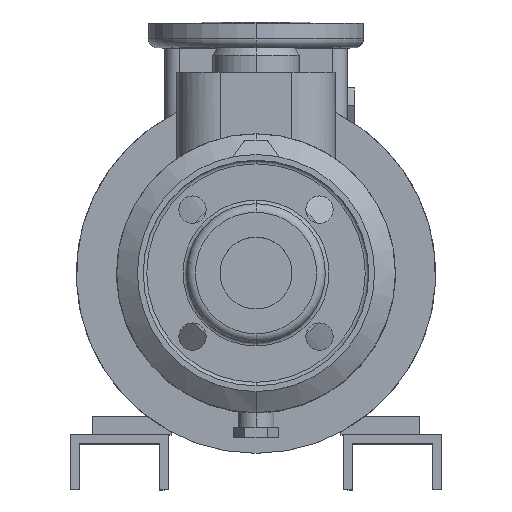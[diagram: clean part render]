
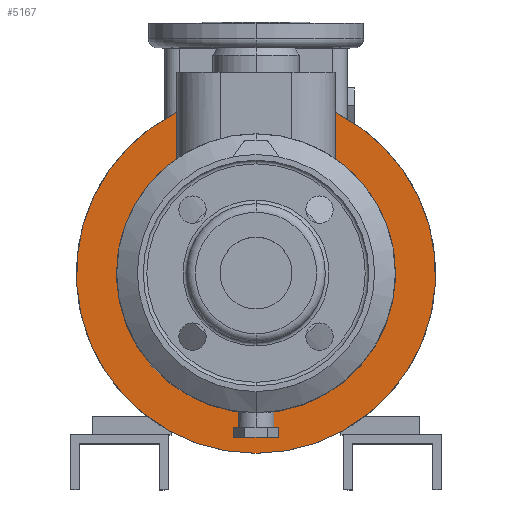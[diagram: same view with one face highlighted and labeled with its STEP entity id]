
A CAD part, top view. The second image highlights one B-rep face of the part: STEP entity #5167.
In plain terms, the highlighted planar face has unit normal (0, 0, 1).
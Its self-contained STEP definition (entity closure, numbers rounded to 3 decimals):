
#33 = VECTOR ( 'NONE', #192, 1000. ) ;
#192 = DIRECTION ( 'NONE',  ( 0., 1., 0. ) ) ;
#566 = EDGE_LOOP ( 'NONE', ( #1371, #6670, #7693, #9589, #8508, #8203 ) ) ;
#612 = DIRECTION ( 'NONE',  ( 0., 1., 0. ) ) ;
#840 = CARTESIAN_POINT ( 'NONE',  ( 0., 97., -43. ) ) ;
#899 = CARTESIAN_POINT ( 'NONE',  ( -55., -125.002, -43. ) ) ;
#1293 = CARTESIAN_POINT ( 'NONE',  ( -55., 79.9, -43. ) ) ;
#1371 = ORIENTED_EDGE ( 'NONE', *, *, #2884, .F. ) ;
#1444 = CARTESIAN_POINT ( 'NONE',  ( 0., -97., -43. ) ) ;
#1648 = VERTEX_POINT ( 'NONE', #1293 ) ;
#1668 = DIRECTION ( 'NONE',  ( 0., 0., 1. ) ) ;
#1925 = CARTESIAN_POINT ( 'NONE',  ( 0., 0., -43. ) ) ;
#2140 = CIRCLE ( 'NONE', #9794, 97. ) ;
#2259 = LINE ( 'NONE', #10753, #33 ) ;
#2386 = AXIS2_PLACEMENT_3D ( 'NONE', #1925, #11378, #12264 ) ;
#2488 = CARTESIAN_POINT ( 'NONE',  ( 0., 0., -43. ) ) ;
#2643 = CARTESIAN_POINT ( 'NONE',  ( 0., -125., -43. ) ) ;
#2695 = CARTESIAN_POINT ( 'NONE',  ( 0., 0., -43. ) ) ;
#2884 = EDGE_CURVE ( 'NONE', #9743, #11310, #2259, .T. ) ;
#3105 = DIRECTION ( 'NONE',  ( 0., 0., 1. ) ) ;
#3278 = VERTEX_POINT ( 'NONE', #2643 ) ;
#3282 = CARTESIAN_POINT ( 'NONE',  ( 55., 79.9, -43. ) ) ;
#3393 = CIRCLE ( 'NONE', #11046, 97. ) ;
#3857 = PLANE ( 'NONE',  #5895 ) ;
#5167 = ADVANCED_FACE ( 'NONE', ( #10225 ), #3857, .F. ) ;
#5844 = DIRECTION ( 'NONE',  ( 0., -1., 0. ) ) ;
#5895 = AXIS2_PLACEMENT_3D ( 'NONE', #840, #12208, #612 ) ;
#6172 = DIRECTION ( 'NONE',  ( 0., 1., 0. ) ) ;
#6229 = CARTESIAN_POINT ( 'NONE',  ( 55., 112.25, -43. ) ) ;
#6301 = LINE ( 'NONE', #899, #6389 ) ;
#6389 = VECTOR ( 'NONE', #6172, 1000. ) ;
#6670 = ORIENTED_EDGE ( 'NONE', *, *, #9601, .F. ) ;
#7155 = VERTEX_POINT ( 'NONE', #11039 ) ;
#7693 = ORIENTED_EDGE ( 'NONE', *, *, #7977, .F. ) ;
#7977 = EDGE_CURVE ( 'NONE', #1648, #8506, #2140, .T. ) ;
#8203 = ORIENTED_EDGE ( 'NONE', *, *, #8339, .T. ) ;
#8339 = EDGE_CURVE ( 'NONE', #3278, #11310, #8928, .T. ) ;
#8506 = VERTEX_POINT ( 'NONE', #1444 ) ;
#8508 = ORIENTED_EDGE ( 'NONE', *, *, #10995, .T. ) ;
#8928 = CIRCLE ( 'NONE', #2386, 125. ) ;
#9282 = AXIS2_PLACEMENT_3D ( 'NONE', #2488, #10976, #10843 ) ;
#9589 = ORIENTED_EDGE ( 'NONE', *, *, #12670, .T. ) ;
#9601 = EDGE_CURVE ( 'NONE', #8506, #9743, #3393, .T. ) ;
#9718 = CIRCLE ( 'NONE', #9282, 125. ) ;
#9743 = VERTEX_POINT ( 'NONE', #3282 ) ;
#9794 = AXIS2_PLACEMENT_3D ( 'NONE', #12550, #3105, #11457 ) ;
#10225 = FACE_OUTER_BOUND ( 'NONE', #566, .T. ) ;
#10753 = CARTESIAN_POINT ( 'NONE',  ( 55., -125.002, -43. ) ) ;
#10843 = DIRECTION ( 'NONE',  ( 0., -1., 0. ) ) ;
#10976 = DIRECTION ( 'NONE',  ( 0., 0., 1. ) ) ;
#10995 = EDGE_CURVE ( 'NONE', #7155, #3278, #9718, .T. ) ;
#11039 = CARTESIAN_POINT ( 'NONE',  ( -55., 112.25, -43. ) ) ;
#11046 = AXIS2_PLACEMENT_3D ( 'NONE', #2695, #1668, #5844 ) ;
#11310 = VERTEX_POINT ( 'NONE', #6229 ) ;
#11378 = DIRECTION ( 'NONE',  ( 0., 0., 1. ) ) ;
#11457 = DIRECTION ( 'NONE',  ( 0., -1., 0. ) ) ;
#12208 = DIRECTION ( 'NONE',  ( 0., 0., -1. ) ) ;
#12264 = DIRECTION ( 'NONE',  ( 0., -1., 0. ) ) ;
#12550 = CARTESIAN_POINT ( 'NONE',  ( 0., 0., -43. ) ) ;
#12670 = EDGE_CURVE ( 'NONE', #1648, #7155, #6301, .T. ) ;
